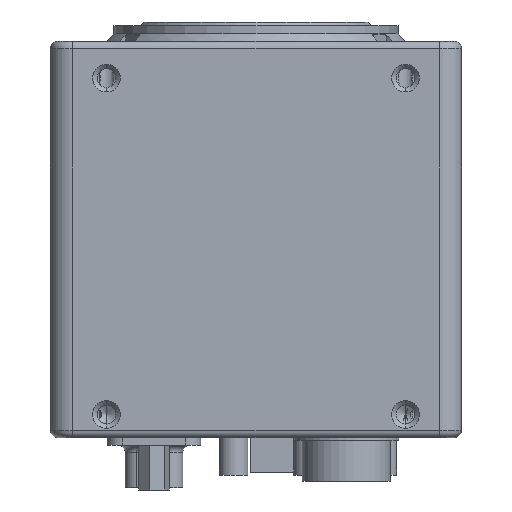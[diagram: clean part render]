
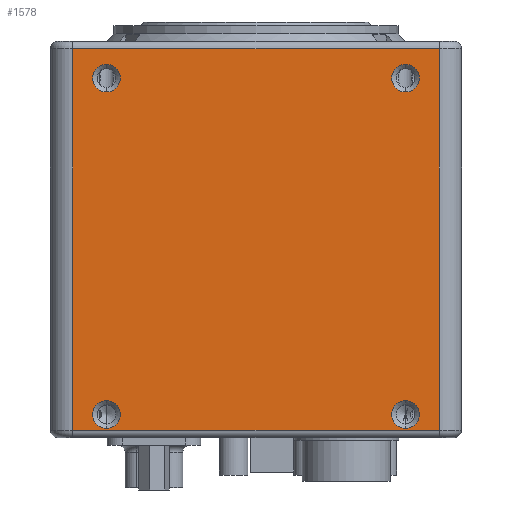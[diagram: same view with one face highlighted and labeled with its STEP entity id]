
A CAD part, front view. The second image highlights one B-rep face of the part: STEP entity #1578.
In plain terms, the highlighted planar face has unit normal (0, -1, 0).
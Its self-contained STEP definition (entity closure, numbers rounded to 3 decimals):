
#136 = DIRECTION ( 'NONE',  ( 0., 0., 1. ) ) ;
#422 = CARTESIAN_POINT ( 'NONE',  ( -20., -27.5, 4.95 ) ) ;
#455 = VERTEX_POINT ( 'NONE', #4012 ) ;
#457 = DIRECTION ( 'NONE',  ( 0., 0., -1. ) ) ;
#709 = CARTESIAN_POINT ( 'NONE',  ( 20., -27.5, 48.1 ) ) ;
#739 = EDGE_CURVE ( 'NONE', #2708, #5360, #6624, .T. ) ;
#1039 = AXIS2_PLACEMENT_3D ( 'NONE', #2529, #9304, #8430 ) ;
#1130 = ORIENTED_EDGE ( 'NONE', *, *, #5701, .T. ) ;
#1188 = DIRECTION ( 'NONE',  ( -1., 0., 0. ) ) ;
#1281 = DIRECTION ( 'NONE',  ( 0., -1., 0. ) ) ;
#1294 = CARTESIAN_POINT ( 'NONE',  ( 20., -27.5, 1.25 ) ) ;
#1300 = CARTESIAN_POINT ( 'NONE',  ( 24.5, -27.5, 1. ) ) ;
#1334 = VECTOR ( 'NONE', #1188, 1000. ) ;
#1403 = DIRECTION ( 'NONE',  ( 0., 0., -1. ) ) ;
#1557 = VECTOR ( 'NONE', #5220, 1000. ) ;
#1578 = ADVANCED_FACE ( 'NONE', ( #9352, #4013, #1982, #3242, #4774 ), #5473, .F. ) ;
#1607 = CARTESIAN_POINT ( 'NONE',  ( 24.5, -27.5, 52. ) ) ;
#1679 = DIRECTION ( 'NONE',  ( 0., 0., -1. ) ) ;
#1734 = ORIENTED_EDGE ( 'NONE', *, *, #9158, .F. ) ;
#1950 = ORIENTED_EDGE ( 'NONE', *, *, #3770, .F. ) ;
#1982 = FACE_BOUND ( 'NONE', #2713, .T. ) ;
#1985 = LINE ( 'NONE', #8575, #9452 ) ;
#2094 = CARTESIAN_POINT ( 'NONE',  ( 20., -27.5, 3.1 ) ) ;
#2153 = CARTESIAN_POINT ( 'NONE',  ( -20., -27.5, 49.95 ) ) ;
#2256 = EDGE_LOOP ( 'NONE', ( #6001, #8048 ) ) ;
#2510 = CARTESIAN_POINT ( 'NONE',  ( -20., -27.5, 48.1 ) ) ;
#2529 = CARTESIAN_POINT ( 'NONE',  ( -27.5, -27.5, 53. ) ) ;
#2708 = VERTEX_POINT ( 'NONE', #1300 ) ;
#2713 = EDGE_LOOP ( 'NONE', ( #1950, #1734 ) ) ;
#2743 = CARTESIAN_POINT ( 'NONE',  ( -20., -27.5, 3.1 ) ) ;
#2828 = ORIENTED_EDGE ( 'NONE', *, *, #3138, .T. ) ;
#2934 = DIRECTION ( 'NONE',  ( 0., -1., 0. ) ) ;
#2976 = CIRCLE ( 'NONE', #8399, 1.85 ) ;
#2981 = CARTESIAN_POINT ( 'NONE',  ( 20., -27.5, 3.1 ) ) ;
#3102 = VERTEX_POINT ( 'NONE', #5039 ) ;
#3138 = EDGE_CURVE ( 'NONE', #9341, #3102, #1985, .T. ) ;
#3242 = FACE_BOUND ( 'NONE', #9370, .T. ) ;
#3377 = VERTEX_POINT ( 'NONE', #422 ) ;
#3460 = DIRECTION ( 'NONE',  ( 0., 0., -1. ) ) ;
#3481 = CARTESIAN_POINT ( 'NONE',  ( -24.5, -27.5, 52. ) ) ;
#3509 = DIRECTION ( 'NONE',  ( 0., -1., 0. ) ) ;
#3629 = DIRECTION ( 'NONE',  ( 0., 0., -1. ) ) ;
#3633 = DIRECTION ( 'NONE',  ( 0., -1., 0. ) ) ;
#3680 = AXIS2_PLACEMENT_3D ( 'NONE', #2510, #4089, #1679 ) ;
#3685 = EDGE_CURVE ( 'NONE', #3377, #8738, #6367, .T. ) ;
#3708 = EDGE_LOOP ( 'NONE', ( #6790, #5461 ) ) ;
#3768 = DIRECTION ( 'NONE',  ( 0., -1., 0. ) ) ;
#3770 = EDGE_CURVE ( 'NONE', #6535, #4956, #9013, .T. ) ;
#4012 = CARTESIAN_POINT ( 'NONE',  ( 20., -27.5, 49.95 ) ) ;
#4013 = FACE_BOUND ( 'NONE', #2256, .T. ) ;
#4089 = DIRECTION ( 'NONE',  ( 0., -1., 0. ) ) ;
#4181 = CARTESIAN_POINT ( 'NONE',  ( -24.5, -27.5, 52. ) ) ;
#4285 = CARTESIAN_POINT ( 'NONE',  ( -20., -27.5, 3.1 ) ) ;
#4340 = CIRCLE ( 'NONE', #7742, 1.85 ) ;
#4425 = VERTEX_POINT ( 'NONE', #1294 ) ;
#4466 = DIRECTION ( 'NONE',  ( 0., 0., -1. ) ) ;
#4753 = EDGE_CURVE ( 'NONE', #6548, #455, #7662, .T. ) ;
#4774 = FACE_OUTER_BOUND ( 'NONE', #5870, .T. ) ;
#4956 = VERTEX_POINT ( 'NONE', #2153 ) ;
#4989 = CARTESIAN_POINT ( 'NONE',  ( 20., -27.5, 4.95 ) ) ;
#5039 = CARTESIAN_POINT ( 'NONE',  ( -24.5, -27.5, 1. ) ) ;
#5042 = DIRECTION ( 'NONE',  ( 0., -1., 0. ) ) ;
#5109 = AXIS2_PLACEMENT_3D ( 'NONE', #2981, #2934, #6705 ) ;
#5220 = DIRECTION ( 'NONE',  ( 1., 0., 0. ) ) ;
#5222 = CIRCLE ( 'NONE', #3680, 1.85 ) ;
#5314 = LINE ( 'NONE', #8268, #1557 ) ;
#5360 = VERTEX_POINT ( 'NONE', #1607 ) ;
#5461 = ORIENTED_EDGE ( 'NONE', *, *, #3685, .F. ) ;
#5468 = ORIENTED_EDGE ( 'NONE', *, *, #4753, .F. ) ;
#5473 = PLANE ( 'NONE',  #1039 ) ;
#5588 = VECTOR ( 'NONE', #136, 1000. ) ;
#5597 = AXIS2_PLACEMENT_3D ( 'NONE', #2743, #1281, #457 ) ;
#5682 = LINE ( 'NONE', #4181, #1334 ) ;
#5701 = EDGE_CURVE ( 'NONE', #5360, #9341, #5682, .T. ) ;
#5870 = EDGE_LOOP ( 'NONE', ( #2828, #9278, #6264, #1130 ) ) ;
#5933 = DIRECTION ( 'NONE',  ( 0., -1., 0. ) ) ;
#6001 = ORIENTED_EDGE ( 'NONE', *, *, #6563, .F. ) ;
#6264 = ORIENTED_EDGE ( 'NONE', *, *, #739, .T. ) ;
#6358 = CIRCLE ( 'NONE', #7287, 1.85 ) ;
#6367 = CIRCLE ( 'NONE', #5597, 1.85 ) ;
#6423 = CARTESIAN_POINT ( 'NONE',  ( -20., -27.5, 1.25 ) ) ;
#6485 = CARTESIAN_POINT ( 'NONE',  ( -20., -27.5, 46.25 ) ) ;
#6528 = VERTEX_POINT ( 'NONE', #4989 ) ;
#6535 = VERTEX_POINT ( 'NONE', #6485 ) ;
#6548 = VERTEX_POINT ( 'NONE', #7256 ) ;
#6563 = EDGE_CURVE ( 'NONE', #4425, #6528, #4340, .T. ) ;
#6624 = LINE ( 'NONE', #6672, #5588 ) ;
#6655 = DIRECTION ( 'NONE',  ( 0., 0., -1. ) ) ;
#6672 = CARTESIAN_POINT ( 'NONE',  ( 24.5, -27.5, 53. ) ) ;
#6705 = DIRECTION ( 'NONE',  ( 0., 0., -1. ) ) ;
#6790 = ORIENTED_EDGE ( 'NONE', *, *, #6892, .F. ) ;
#6892 = EDGE_CURVE ( 'NONE', #8738, #3377, #6358, .T. ) ;
#7085 = ORIENTED_EDGE ( 'NONE', *, *, #7600, .F. ) ;
#7102 = CIRCLE ( 'NONE', #5109, 1.85 ) ;
#7256 = CARTESIAN_POINT ( 'NONE',  ( 20., -27.5, 46.25 ) ) ;
#7287 = AXIS2_PLACEMENT_3D ( 'NONE', #4285, #3633, #4466 ) ;
#7600 = EDGE_CURVE ( 'NONE', #455, #6548, #2976, .T. ) ;
#7662 = CIRCLE ( 'NONE', #7811, 1.85 ) ;
#7742 = AXIS2_PLACEMENT_3D ( 'NONE', #2094, #5042, #1403 ) ;
#7811 = AXIS2_PLACEMENT_3D ( 'NONE', #709, #5933, #6655 ) ;
#7915 = AXIS2_PLACEMENT_3D ( 'NONE', #8887, #3768, #3629 ) ;
#8048 = ORIENTED_EDGE ( 'NONE', *, *, #9474, .F. ) ;
#8268 = CARTESIAN_POINT ( 'NONE',  ( -27.5, -27.5, 1. ) ) ;
#8399 = AXIS2_PLACEMENT_3D ( 'NONE', #8726, #3509, #8821 ) ;
#8430 = DIRECTION ( 'NONE',  ( 0., 0., 1. ) ) ;
#8575 = CARTESIAN_POINT ( 'NONE',  ( -24.5, -27.5, 53. ) ) ;
#8726 = CARTESIAN_POINT ( 'NONE',  ( 20., -27.5, 48.1 ) ) ;
#8738 = VERTEX_POINT ( 'NONE', #6423 ) ;
#8821 = DIRECTION ( 'NONE',  ( 0., 0., -1. ) ) ;
#8887 = CARTESIAN_POINT ( 'NONE',  ( -20., -27.5, 48.1 ) ) ;
#9013 = CIRCLE ( 'NONE', #7915, 1.85 ) ;
#9158 = EDGE_CURVE ( 'NONE', #4956, #6535, #5222, .T. ) ;
#9278 = ORIENTED_EDGE ( 'NONE', *, *, #9515, .T. ) ;
#9304 = DIRECTION ( 'NONE',  ( 0., 1., 0. ) ) ;
#9341 = VERTEX_POINT ( 'NONE', #3481 ) ;
#9352 = FACE_BOUND ( 'NONE', #3708, .T. ) ;
#9370 = EDGE_LOOP ( 'NONE', ( #5468, #7085 ) ) ;
#9452 = VECTOR ( 'NONE', #3460, 1000. ) ;
#9474 = EDGE_CURVE ( 'NONE', #6528, #4425, #7102, .T. ) ;
#9515 = EDGE_CURVE ( 'NONE', #3102, #2708, #5314, .T. ) ;
